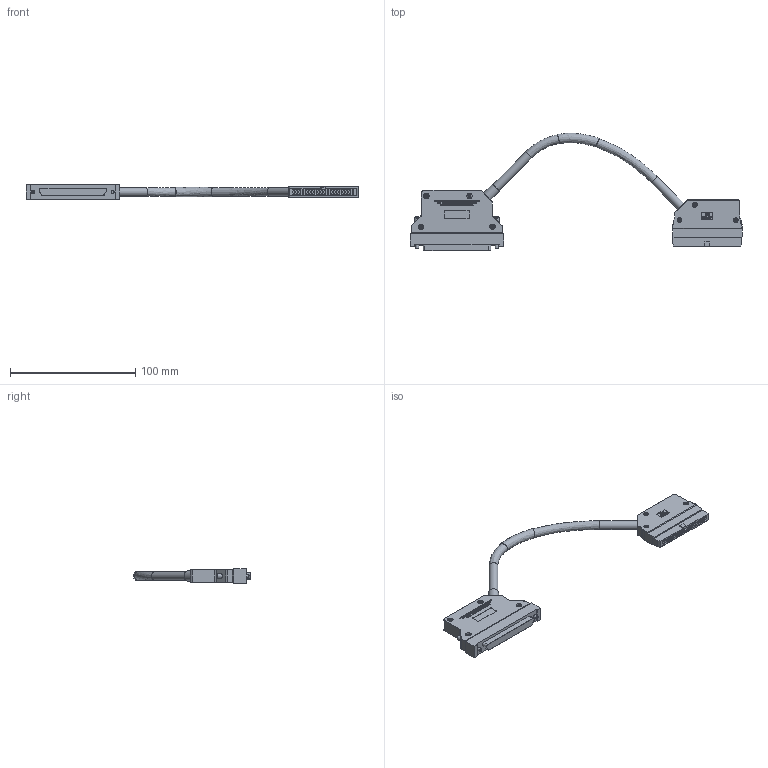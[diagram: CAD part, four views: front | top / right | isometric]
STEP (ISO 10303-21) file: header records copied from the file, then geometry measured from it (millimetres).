
FILE_DESCRIPTION(/* description */ (''),/* implementation_level */ '2;1');
FILE_NAME(/* name */ 'DX210-5S.stp',/* time_stamp */ '2020-07-08T13:51:04+08:00',/* author */ (''),/* organization */ (''),/* preprocessor_version */ 'ST-DEVELOPER v16',/* originating_system */ 'SIEMENS PLM Software NX 11.0',/* authorisation */ '');
FILE_SCHEMA (('AUTOMOTIVE_DESIGN { 1 0 10303 214 3 1 1 1 }'));
Length unit declared in the file: millimetre
Products named in the file (1): DX210-5S
Bounding box: 265.1 x 93.64 x 11.2 mm (x, y, z)
Volume: 53662.2 mm3; surface area: 21341.3 mm2
Topology: 1 solids, 18 shells, 1644 faces, 4046 edges, 2611 vertices
Faces by surface type: plane 1012, cylinder 207, extrusion 164, bspline 131, cone 65, torus 58, sphere 7
Full cylindrical faces by diameter (mm): 1.9 x14, 2 x2, 2.1 x2, 2.4 x7, 2.5 x4, 3.4 x7, 3.6 x7, 4 x2, 4.2 x2, 4.5 x4, 7 x2, 8 x1
Entity records: 52392 total; most frequent: CARTESIAN_POINT 16290, ORIENTED_EDGE 7630, DIRECTION 6434, EDGE_CURVE 3815, VERTEX_POINT 2516, VECTOR 2498, LINE 2334, EDGE_LOOP 1971
